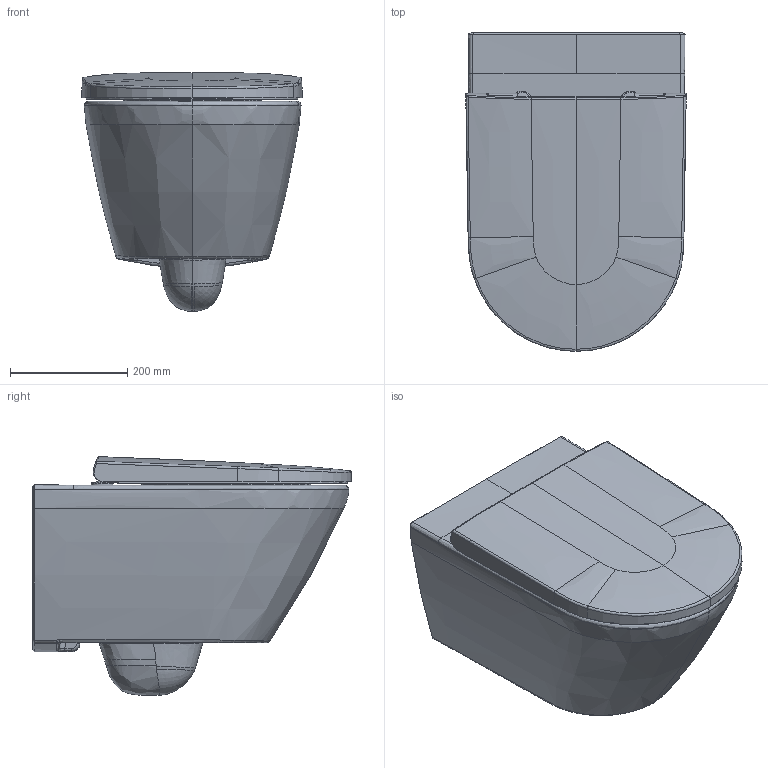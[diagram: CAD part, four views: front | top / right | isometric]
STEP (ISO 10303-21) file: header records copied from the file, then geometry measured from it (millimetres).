
FILE_DESCRIPTION(/* description */ (''),/* implementation_level */ '2;1');
FILE_NAME(/* name */ '257709',/* time_stamp */ '2021-06-21T12:24:04+02:00',/* author */ (''),/* organization */ (''),/* preprocessor_version */ 'ST-DEVELOPER v15',/* originating_system */ '',/* authorisation */ '');
FILE_SCHEMA (('AUTOMOTIVE_DESIGN'));
Products named in the file (1): Document
Bounding box: 376.41 x 544.9 x 407.95 mm (x, y, z)
Volume: 822626.5 mm3; surface area: 1826812 mm2
Topology: 5 solids, 7 shells, 1631 faces, 4032 edges, 2353 vertices
Faces by surface type: bspline 1505, plane 126
Entity records: 401728 total; most frequent: CARTESIAN_POINT 376981, ORIENTED_EDGE 7930, EDGE_CURVE 3993, B_SPLINE_CURVE_WITH_KNOTS 3729, VERTEX_POINT 2354, EDGE_LOOP 1660, ADVANCED_FACE 1631, FACE_OUTER_BOUND 1631
